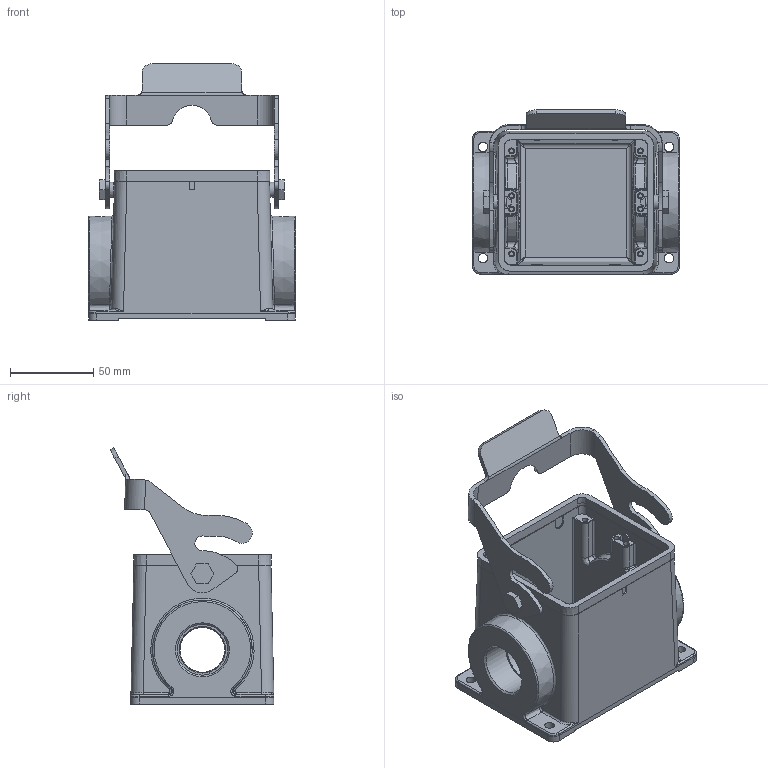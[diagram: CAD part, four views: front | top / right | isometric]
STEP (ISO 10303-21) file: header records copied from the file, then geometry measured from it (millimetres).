
FILE_DESCRIPTION(/* description */ (''),/* implementation_level */ '2;1');
FILE_NAME(/* name */ 'H32B-SF-1L-XXX.stp',/* time_stamp */ '2022-09-04T10:31:48+08:00',/* author */ (''),/* organization */ (''),/* preprocessor_version */ 'ST-DEVELOPER v16',/* originating_system */ 'SIEMENS PLM Software NX 10.0',/* authorisation */ '');
FILE_SCHEMA (('AUTOMOTIVE_DESIGN { 1 0 10303 214 3 1 1 1 }'));
Length unit declared in the file: millimetre
Products named in the file (1): Admi14A87516cpvm
Bounding box: 124.6 x 98.61 x 154.26 mm (x, y, z)
Volume: 326091.4 mm3; surface area: 103443.1 mm2
Topology: 1 solids, 5 shells, 490 faces, 1232 edges, 768 vertices
Faces by surface type: cylinder 193, plane 157, bspline 94, extrusion 20, cone 12, torus 10, sphere 4
Full cylindrical faces by diameter (mm): 2.5 x8, 3.5 x12, 5 x4, 5.7 x4, 9 x4, 27 x1, 28 x1, 29 x1, 30.5 x1
Entity records: 18098 total; most frequent: CARTESIAN_POINT 7081, ORIENTED_EDGE 2314, DIRECTION 2186, EDGE_CURVE 1157, AXIS2_PLACEMENT_3D 835, VERTEX_POINT 746, EDGE_LOOP 577, VECTOR 516
